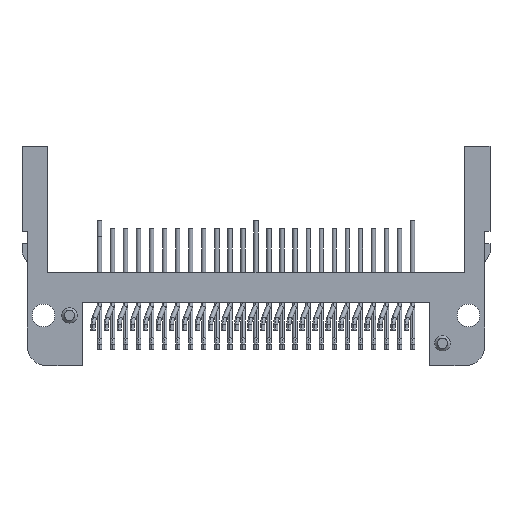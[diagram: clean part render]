
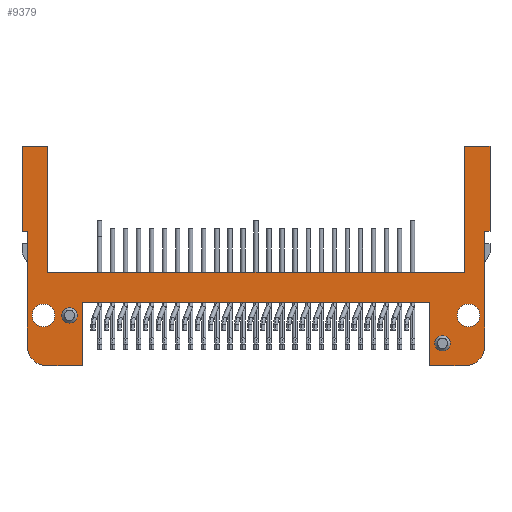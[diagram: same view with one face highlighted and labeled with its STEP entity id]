
A CAD part, front view. The second image highlights one B-rep face of the part: STEP entity #9379.
In plain terms, the highlighted planar face has unit normal (0, -1, 0).
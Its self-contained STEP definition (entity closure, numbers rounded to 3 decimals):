
#2=DIRECTION('',(0.,0.,-1.));
#3=VECTOR('',#2,6.198);
#4=CARTESIAN_POINT('',(-16.891,-2.502,-2.896));
#5=LINE('',#4,#3);
#6=DIRECTION('',(-1.,0.,0.));
#7=VECTOR('',#6,3.48);
#8=CARTESIAN_POINT('',(-16.891,-2.502,-9.093));
#9=LINE('',#8,#7);
#10=CARTESIAN_POINT('',(-20.371,-2.502,-7.188));
#11=DIRECTION('',(0.,1.,0.));
#12=DIRECTION('',(0.,0.,-1.));
#13=AXIS2_PLACEMENT_3D('',#10,#11,#12);
#15=DIRECTION('',(0.,0.,1.));
#16=VECTOR('',#15,11.176);
#17=CARTESIAN_POINT('',(-22.276,-2.502,-7.188));
#18=LINE('',#17,#16);
#19=DIRECTION('',(-1.,0.,0.));
#20=VECTOR('',#19,0.508);
#21=CARTESIAN_POINT('',(-22.276,-2.502,3.988));
#22=LINE('',#21,#20);
#23=DIRECTION('',(0.,0.,1.));
#24=VECTOR('',#23,8.28);
#25=CARTESIAN_POINT('',(-22.784,-2.502,3.988));
#26=LINE('',#25,#24);
#27=DIRECTION('',(1.,0.,0.));
#28=VECTOR('',#27,2.527);
#29=CARTESIAN_POINT('',(-22.784,-2.502,12.268));
#30=LINE('',#29,#28);
#31=DIRECTION('',(0.,0.,-1.));
#32=VECTOR('',#31,12.268);
#33=CARTESIAN_POINT('',(-20.257,-2.502,12.268));
#34=LINE('',#33,#32);
#35=DIRECTION('',(1.,0.,0.));
#36=VECTOR('',#35,40.513);
#37=CARTESIAN_POINT('',(-20.257,-2.502,0.));
#38=LINE('',#37,#36);
#39=DIRECTION('',(0.,0.,1.));
#40=VECTOR('',#39,12.268);
#41=CARTESIAN_POINT('',(20.257,-2.502,0.));
#42=LINE('',#41,#40);
#43=DIRECTION('',(1.,0.,0.));
#44=VECTOR('',#43,2.527);
#45=CARTESIAN_POINT('',(20.257,-2.502,12.268));
#46=LINE('',#45,#44);
#47=DIRECTION('',(0.,0.,-1.));
#48=VECTOR('',#47,8.28);
#49=CARTESIAN_POINT('',(22.784,-2.502,12.268));
#50=LINE('',#49,#48);
#51=DIRECTION('',(-1.,0.,0.));
#52=VECTOR('',#51,0.508);
#53=CARTESIAN_POINT('',(22.784,-2.502,3.988));
#54=LINE('',#53,#52);
#55=DIRECTION('',(0.,0.,-1.));
#56=VECTOR('',#55,11.176);
#57=CARTESIAN_POINT('',(22.276,-2.502,3.988));
#58=LINE('',#57,#56);
#59=CARTESIAN_POINT('',(20.371,-2.502,-7.188));
#60=DIRECTION('',(0.,1.,0.));
#61=DIRECTION('',(1.,0.,0.));
#62=AXIS2_PLACEMENT_3D('',#59,#60,#61);
#64=DIRECTION('',(-1.,0.,0.));
#65=VECTOR('',#64,3.48);
#66=CARTESIAN_POINT('',(20.371,-2.502,-9.093));
#67=LINE('',#66,#65);
#68=DIRECTION('',(0.,0.,1.));
#69=VECTOR('',#68,6.198);
#70=CARTESIAN_POINT('',(16.891,-2.502,-9.093));
#71=LINE('',#70,#69);
#72=DIRECTION('',(-1.,0.,0.));
#73=VECTOR('',#72,33.782);
#74=CARTESIAN_POINT('',(16.891,-2.502,-2.896));
#75=LINE('',#74,#73);
#76=CARTESIAN_POINT('',(-20.688,-2.502,-4.191));
#77=DIRECTION('',(0.,1.,0.));
#78=DIRECTION('',(1.,0.,0.));
#79=AXIS2_PLACEMENT_3D('',#76,#77,#78);
#81=CARTESIAN_POINT('',(-20.688,-2.502,-4.191));
#82=DIRECTION('',(0.,1.,0.));
#83=DIRECTION('',(-1.,0.,0.));
#84=AXIS2_PLACEMENT_3D('',#81,#82,#83);
#86=CARTESIAN_POINT('',(20.688,-2.502,-4.191));
#87=DIRECTION('',(0.,1.,0.));
#88=DIRECTION('',(1.,0.,0.));
#89=AXIS2_PLACEMENT_3D('',#86,#87,#88);
#91=CARTESIAN_POINT('',(20.688,-2.502,-4.191));
#92=DIRECTION('',(0.,1.,0.));
#93=DIRECTION('',(-1.,0.,0.));
#94=AXIS2_PLACEMENT_3D('',#91,#92,#93);
#96=CARTESIAN_POINT('',(-18.161,-2.502,-4.191));
#97=DIRECTION('',(0.,-1.,0.));
#98=DIRECTION('',(1.,0.,0.));
#99=AXIS2_PLACEMENT_3D('',#96,#97,#98);
#101=CARTESIAN_POINT('',(-18.161,-2.502,-4.191));
#102=DIRECTION('',(0.,-1.,0.));
#103=DIRECTION('',(-1.,0.,0.));
#104=AXIS2_PLACEMENT_3D('',#101,#102,#103);
#106=CARTESIAN_POINT('',(18.161,-2.502,-6.909));
#107=DIRECTION('',(0.,-1.,0.));
#108=DIRECTION('',(1.,0.,0.));
#109=AXIS2_PLACEMENT_3D('',#106,#107,#108);
#111=CARTESIAN_POINT('',(18.161,-2.502,-6.909));
#112=DIRECTION('',(0.,-1.,0.));
#113=DIRECTION('',(-1.,0.,0.));
#114=AXIS2_PLACEMENT_3D('',#111,#112,#113);
#7388=CARTESIAN_POINT('',(-16.891,-2.502,-2.896));
#7389=CARTESIAN_POINT('',(-16.891,-2.502,-9.093));
#7390=VERTEX_POINT('',#7388);
#7391=VERTEX_POINT('',#7389);
#7392=CARTESIAN_POINT('',(-20.371,-2.502,-9.093));
#7393=VERTEX_POINT('',#7392);
#7394=CARTESIAN_POINT('',(-22.276,-2.502,-7.188));
#7395=VERTEX_POINT('',#7394);
#7396=CARTESIAN_POINT('',(-22.276,-2.502,3.988));
#7397=VERTEX_POINT('',#7396);
#7398=CARTESIAN_POINT('',(-22.784,-2.502,3.988));
#7399=VERTEX_POINT('',#7398);
#7400=CARTESIAN_POINT('',(-22.784,-2.502,12.268));
#7401=VERTEX_POINT('',#7400);
#7402=CARTESIAN_POINT('',(-20.257,-2.502,12.268));
#7403=VERTEX_POINT('',#7402);
#7404=CARTESIAN_POINT('',(-20.257,-2.502,0.));
#7405=VERTEX_POINT('',#7404);
#7406=CARTESIAN_POINT('',(20.257,-2.502,0.));
#7407=VERTEX_POINT('',#7406);
#7408=CARTESIAN_POINT('',(20.257,-2.502,12.268));
#7409=VERTEX_POINT('',#7408);
#7410=CARTESIAN_POINT('',(22.784,-2.502,12.268));
#7411=VERTEX_POINT('',#7410);
#7412=CARTESIAN_POINT('',(22.784,-2.502,3.988));
#7413=VERTEX_POINT('',#7412);
#7414=CARTESIAN_POINT('',(22.276,-2.502,3.988));
#7415=VERTEX_POINT('',#7414);
#7416=CARTESIAN_POINT('',(22.276,-2.502,-7.188));
#7417=VERTEX_POINT('',#7416);
#7418=CARTESIAN_POINT('',(20.371,-2.502,-9.093));
#7419=VERTEX_POINT('',#7418);
#7420=CARTESIAN_POINT('',(16.891,-2.502,-9.093));
#7421=VERTEX_POINT('',#7420);
#7422=CARTESIAN_POINT('',(16.891,-2.502,-2.896));
#7423=VERTEX_POINT('',#7422);
#7480=CARTESIAN_POINT('',(-19.583,-2.502,-4.191));
#7481=CARTESIAN_POINT('',(-21.793,-2.502,-4.191));
#7482=VERTEX_POINT('',#7480);
#7483=VERTEX_POINT('',#7481);
#7484=CARTESIAN_POINT('',(21.793,-2.502,-4.191));
#7485=CARTESIAN_POINT('',(19.583,-2.502,-4.191));
#7486=VERTEX_POINT('',#7484);
#7487=VERTEX_POINT('',#7485);
#7604=CARTESIAN_POINT('',(-17.412,-2.502,-4.191));
#7605=CARTESIAN_POINT('',(-18.91,-2.502,-4.191));
#7606=VERTEX_POINT('',#7604);
#7607=VERTEX_POINT('',#7605);
#7608=CARTESIAN_POINT('',(18.91,-2.502,-6.909));
#7609=CARTESIAN_POINT('',(17.412,-2.502,-6.909));
#7610=VERTEX_POINT('',#7608);
#7611=VERTEX_POINT('',#7609);
#9312=CARTESIAN_POINT('',(0.,-2.502,0.));
#9313=DIRECTION('',(0.,1.,0.));
#9314=DIRECTION('',(1.,0.,0.));
#9315=AXIS2_PLACEMENT_3D('',#9312,#9313,#9314);
#9316=PLANE('',#9315);
#9318=ORIENTED_EDGE('',*,*,#9317,.T.);
#9320=ORIENTED_EDGE('',*,*,#9319,.T.);
#9322=ORIENTED_EDGE('',*,*,#9321,.T.);
#9324=ORIENTED_EDGE('',*,*,#9323,.T.);
#9326=ORIENTED_EDGE('',*,*,#9325,.T.);
#9328=ORIENTED_EDGE('',*,*,#9327,.T.);
#9330=ORIENTED_EDGE('',*,*,#9329,.T.);
#9332=ORIENTED_EDGE('',*,*,#9331,.T.);
#9334=ORIENTED_EDGE('',*,*,#9333,.T.);
#9336=ORIENTED_EDGE('',*,*,#9335,.T.);
#9338=ORIENTED_EDGE('',*,*,#9337,.T.);
#9340=ORIENTED_EDGE('',*,*,#9339,.T.);
#9342=ORIENTED_EDGE('',*,*,#9341,.T.);
#9344=ORIENTED_EDGE('',*,*,#9343,.T.);
#9346=ORIENTED_EDGE('',*,*,#9345,.T.);
#9348=ORIENTED_EDGE('',*,*,#9347,.T.);
#9350=ORIENTED_EDGE('',*,*,#9349,.T.);
#9352=ORIENTED_EDGE('',*,*,#9351,.T.);
#9353=EDGE_LOOP('',(#9318,#9320,#9322,#9324,#9326,#9328,#9330,#9332,#9334,#9336,
#9338,#9340,#9342,#9344,#9346,#9348,#9350,#9352));
#9354=FACE_OUTER_BOUND('',#9353,.F.);
#9356=ORIENTED_EDGE('',*,*,#9355,.F.);
#9358=ORIENTED_EDGE('',*,*,#9357,.F.);
#9359=EDGE_LOOP('',(#9356,#9358));
#9360=FACE_BOUND('',#9359,.F.);
#9362=ORIENTED_EDGE('',*,*,#9361,.F.);
#9364=ORIENTED_EDGE('',*,*,#9363,.F.);
#9365=EDGE_LOOP('',(#9362,#9364));
#9366=FACE_BOUND('',#9365,.F.);
#9368=ORIENTED_EDGE('',*,*,#9367,.T.);
#9370=ORIENTED_EDGE('',*,*,#9369,.T.);
#9371=EDGE_LOOP('',(#9368,#9370));
#9372=FACE_BOUND('',#9371,.F.);
#9374=ORIENTED_EDGE('',*,*,#9373,.T.);
#9376=ORIENTED_EDGE('',*,*,#9375,.T.);
#9377=EDGE_LOOP('',(#9374,#9376));
#9378=FACE_BOUND('',#9377,.F.);
#14=CIRCLE('',#13,1.905);
#63=CIRCLE('',#62,1.905);
#80=CIRCLE('',#79,1.105);
#85=CIRCLE('',#84,1.105);
#90=CIRCLE('',#89,1.105);
#95=CIRCLE('',#94,1.105);
#100=CIRCLE('',#99,0.749);
#105=CIRCLE('',#104,0.749);
#110=CIRCLE('',#109,0.749);
#115=CIRCLE('',#114,0.749);
#9317=EDGE_CURVE('',#7390,#7391,#5,.T.);
#9319=EDGE_CURVE('',#7391,#7393,#9,.T.);
#9321=EDGE_CURVE('',#7393,#7395,#14,.T.);
#9323=EDGE_CURVE('',#7395,#7397,#18,.T.);
#9325=EDGE_CURVE('',#7397,#7399,#22,.T.);
#9327=EDGE_CURVE('',#7399,#7401,#26,.T.);
#9329=EDGE_CURVE('',#7401,#7403,#30,.T.);
#9331=EDGE_CURVE('',#7403,#7405,#34,.T.);
#9333=EDGE_CURVE('',#7405,#7407,#38,.T.);
#9335=EDGE_CURVE('',#7407,#7409,#42,.T.);
#9337=EDGE_CURVE('',#7409,#7411,#46,.T.);
#9339=EDGE_CURVE('',#7411,#7413,#50,.T.);
#9341=EDGE_CURVE('',#7413,#7415,#54,.T.);
#9343=EDGE_CURVE('',#7415,#7417,#58,.T.);
#9345=EDGE_CURVE('',#7417,#7419,#63,.T.);
#9347=EDGE_CURVE('',#7419,#7421,#67,.T.);
#9349=EDGE_CURVE('',#7421,#7423,#71,.T.);
#9351=EDGE_CURVE('',#7423,#7390,#75,.T.);
#9355=EDGE_CURVE('',#7482,#7483,#80,.T.);
#9357=EDGE_CURVE('',#7483,#7482,#85,.T.);
#9361=EDGE_CURVE('',#7486,#7487,#90,.T.);
#9363=EDGE_CURVE('',#7487,#7486,#95,.T.);
#9367=EDGE_CURVE('',#7606,#7607,#100,.T.);
#9369=EDGE_CURVE('',#7607,#7606,#105,.T.);
#9373=EDGE_CURVE('',#7610,#7611,#110,.T.);
#9375=EDGE_CURVE('',#7611,#7610,#115,.T.);
#9379=ADVANCED_FACE('',(#9354,#9360,#9366,#9372,#9378),#9316,.F.);
